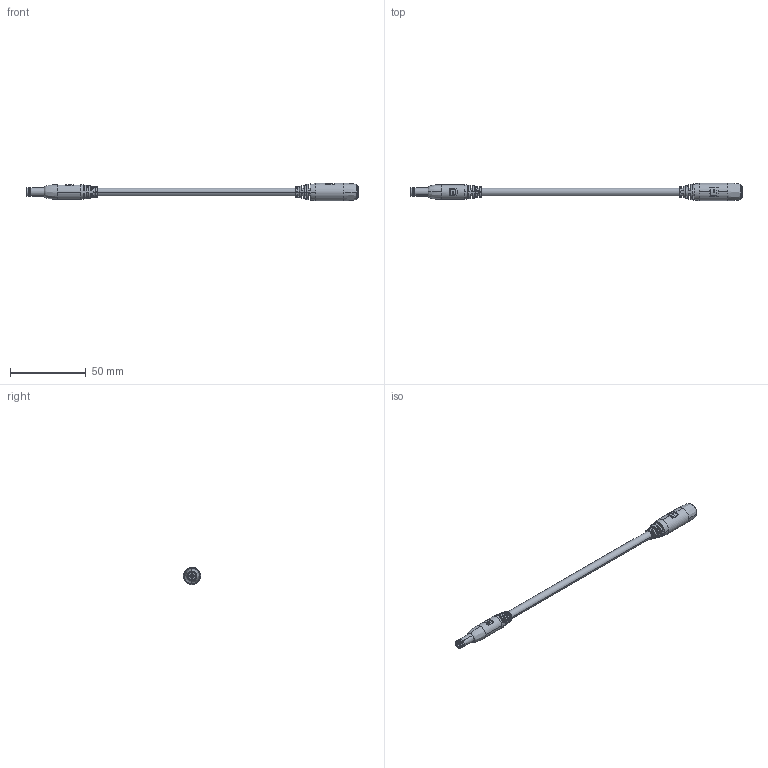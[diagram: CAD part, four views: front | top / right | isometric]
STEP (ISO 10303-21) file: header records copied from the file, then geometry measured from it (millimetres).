
FILE_DESCRIPTION (( 'STEP AP203' ), '1' );
FILE_NAME ('10-03341.STEP', '2019-04-25T17:36:14', ( '' ), ( '' ), 'SwSTEP 2.0', 'SolidWorks 2015', '' );
FILE_SCHEMA (( 'CONFIG_CONTROL_DESIGN' ));
Length unit declared in the file: millimetre
Products named in the file (13): 50-00025; 50-00024 insulator; 30-00683_blunt cut; 50-00025 contact; 10-03341; 24-00182; 50-00024; 50-00024 shell; 50-00025 shell; 50-00024 contact; 50-00025 pin; 50-00025 insulator; 24-00183
Assembly tree (12 placements, depth 3):
  10-03341
    30-00683_blunt cut
    24-00182
    50-00024
      50-00024 contact
      50-00024 insulator
      50-00024 shell
    24-00183
    50-00025
      50-00025 insulator
      50-00025 pin
      50-00025 shell
      50-00025 contact
Bounding box: 219.24 x 11.4 x 11.4 mm (x, y, z)
Volume: 9096.2 mm3; surface area: 23903.8 mm2
Topology: 92 solids, 92 shells, 1079 faces, 2509 edges, 1630 vertices
Faces by surface type: cylinder 472, plane 310, bspline 191, torus 61, cone 45
Entity records: 38616 total; most frequent: CARTESIAN_POINT 13070, ORIENTED_EDGE 5014, DIRECTION 4898, EDGE_CURVE 2507, AXIS2_PLACEMENT_3D 2102, VERTEX_POINT 1630, EDGE_LOOP 1285, CIRCLE 1197
